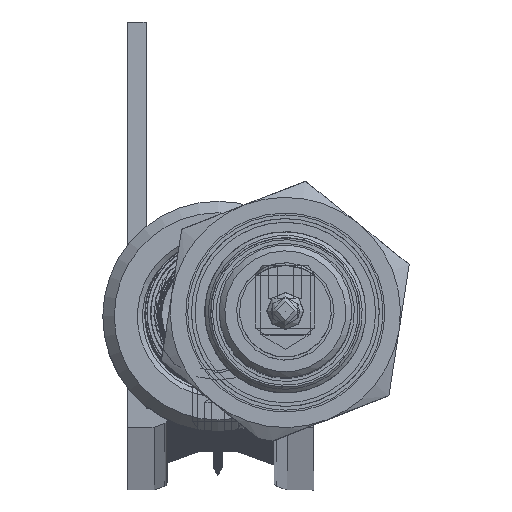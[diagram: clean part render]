
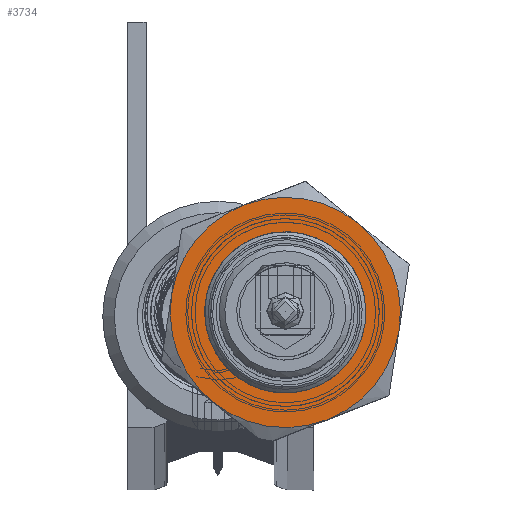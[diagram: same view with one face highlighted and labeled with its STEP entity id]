
A CAD part, top view. The second image highlights one B-rep face of the part: STEP entity #3734.
In plain terms, the highlighted face is planar.
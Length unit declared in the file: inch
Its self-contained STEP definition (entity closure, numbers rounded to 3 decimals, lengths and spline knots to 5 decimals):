
#1072=PLANE('',#4186);
#1212=FACE_BOUND('',#1698,.T.);
#1384=FACE_OUTER_BOUND('',#1697,.T.);
#1697=EDGE_LOOP('',(#3190,#3191,#3192,#3193,#3194,#3195));
#1698=EDGE_LOOP('',(#3196));
#1917=CIRCLE('',#4165,0.3125);
#1918=CIRCLE('',#4167,0.3125);
#1919=CIRCLE('',#4169,0.3125);
#1920=CIRCLE('',#4171,0.3125);
#1921=CIRCLE('',#4173,0.3125);
#1923=CIRCLE('',#4176,0.3125);
#1924=CIRCLE('',#4185,0.2025);
#2158=VERTEX_POINT('',#22237);
#2159=VERTEX_POINT('',#22241);
#2161=VERTEX_POINT('',#22248);
#2163=VERTEX_POINT('',#22258);
#2165=VERTEX_POINT('',#22271);
#2167=VERTEX_POINT('',#22281);
#2170=VERTEX_POINT('',#22312);
#2515=EDGE_CURVE('',#2158,#2159,#1917,.T.);
#2518=EDGE_CURVE('',#2161,#2158,#1918,.T.);
#2521=EDGE_CURVE('',#2163,#2161,#1919,.T.);
#2523=EDGE_CURVE('',#2165,#2163,#1920,.T.);
#2526=EDGE_CURVE('',#2167,#2165,#1921,.T.);
#2530=EDGE_CURVE('',#2159,#2167,#1923,.T.);
#2539=EDGE_CURVE('',#2170,#2170,#1924,.T.);
#3190=ORIENTED_EDGE('',*,*,#2530,.T.);
#3191=ORIENTED_EDGE('',*,*,#2526,.T.);
#3192=ORIENTED_EDGE('',*,*,#2523,.T.);
#3193=ORIENTED_EDGE('',*,*,#2521,.T.);
#3194=ORIENTED_EDGE('',*,*,#2518,.T.);
#3195=ORIENTED_EDGE('',*,*,#2515,.T.);
#3196=ORIENTED_EDGE('',*,*,#2539,.T.);
#3734=ADVANCED_FACE('',(#1384,#1212),#1072,.T.);
#4165=AXIS2_PLACEMENT_3D('',#22245,#4993,#4994);
#4167=AXIS2_PLACEMENT_3D('',#22255,#4997,#4998);
#4169=AXIS2_PLACEMENT_3D('',#22265,#5001,#5002);
#4171=AXIS2_PLACEMENT_3D('',#22272,#5005,#5006);
#4173=AXIS2_PLACEMENT_3D('',#22282,#5009,#5010);
#4176=AXIS2_PLACEMENT_3D('',#22293,#5015,#5016);
#4185=AXIS2_PLACEMENT_3D('',#22313,#5040,#5041);
#4186=AXIS2_PLACEMENT_3D('',#22314,#5042,#5043);
#4993=DIRECTION('center_axis',(-1.,0.,0.));
#4994=DIRECTION('ref_axis',(0.,1.,0.));
#4997=DIRECTION('center_axis',(-1.,0.,0.));
#4998=DIRECTION('ref_axis',(0.,1.,0.));
#5001=DIRECTION('center_axis',(-1.,0.,0.));
#5002=DIRECTION('ref_axis',(0.,1.,0.));
#5005=DIRECTION('center_axis',(-1.,0.,0.));
#5006=DIRECTION('ref_axis',(0.,1.,0.));
#5009=DIRECTION('center_axis',(-1.,0.,0.));
#5010=DIRECTION('ref_axis',(0.,1.,0.));
#5015=DIRECTION('center_axis',(-1.,0.,0.));
#5016=DIRECTION('ref_axis',(0.,1.,0.));
#5040=DIRECTION('center_axis',(1.,0.,0.));
#5041=DIRECTION('ref_axis',(0.,0.,-1.));
#5042=DIRECTION('center_axis',(-1.,0.,0.));
#5043=DIRECTION('ref_axis',(0.,0.,1.));
#22237=CARTESIAN_POINT('',(-0.29459,-0.15625,-0.27063));
#22241=CARTESIAN_POINT('',(-0.29459,-0.3125,0.));
#22245=CARTESIAN_POINT('Origin',(-0.29459,0.,0.));
#22248=CARTESIAN_POINT('',(-0.29459,0.15625,-0.27063));
#22255=CARTESIAN_POINT('Origin',(-0.29459,0.,0.));
#22258=CARTESIAN_POINT('',(-0.29459,0.3125,0.));
#22265=CARTESIAN_POINT('Origin',(-0.29459,0.,0.));
#22271=CARTESIAN_POINT('',(-0.29459,0.15625,0.27063));
#22272=CARTESIAN_POINT('Origin',(-0.29459,0.,0.));
#22281=CARTESIAN_POINT('',(-0.29459,-0.15625,0.27063));
#22282=CARTESIAN_POINT('Origin',(-0.29459,0.,0.));
#22293=CARTESIAN_POINT('Origin',(-0.29459,0.,0.));
#22312=CARTESIAN_POINT('',(-0.29459,0.2025,0.));
#22313=CARTESIAN_POINT('Origin',(-0.29459,0.,0.));
#22314=CARTESIAN_POINT('Origin',(-0.29459,0.49,0.));
